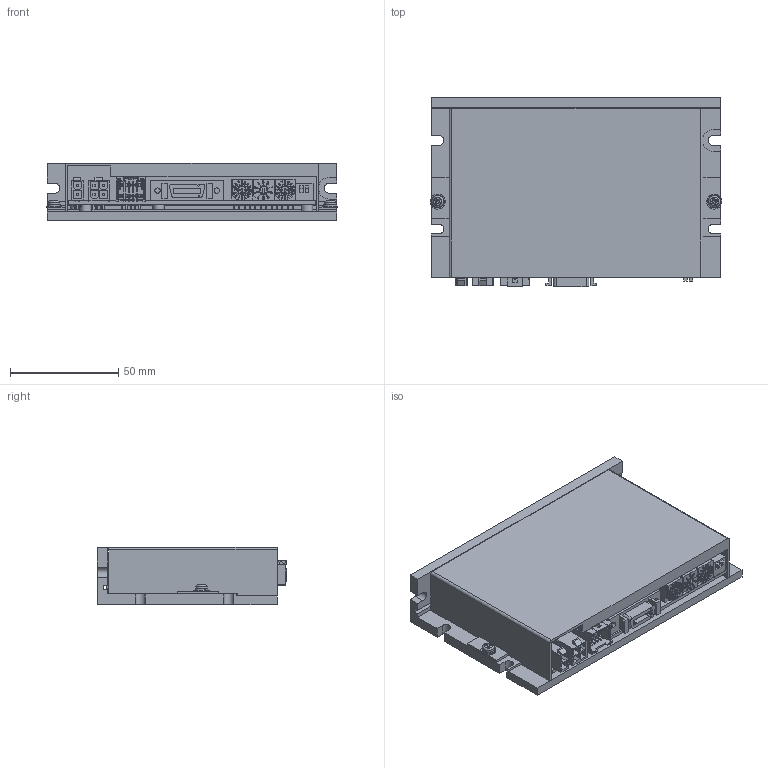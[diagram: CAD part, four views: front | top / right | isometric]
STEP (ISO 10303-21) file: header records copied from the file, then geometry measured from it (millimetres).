
FILE_DESCRIPTION(/* description */ (''),/* implementation_level */ '2;1');
FILE_NAME(/* name */ 'CAD_109431.stp',/* time_stamp */ '2021-01-19T11:28:02+01:00',/* author */ ('Hypex'),/* organization */ ('Hypex'),/* preprocessor_version */ 'ST-DEVELOPER v18',/* originating_system */ 'Autodesk Inventor 2020',/* authorisation */ '');
FILE_SCHEMA (('AUTOMOTIVE_DESIGN { 1 0 10303 214 3 1 1 }'));
Products named in the file (1): CAD_109431
Bounding box: 135 x 87.8 x 26.5 mm (x, y, z)
Volume: 104073.3 mm3; surface area: 85738.6 mm2
Topology: 27 solids, 27 shells, 2174 faces, 5942 edges, 3941 vertices
Faces by surface type: plane 1556, cylinder 579, cone 33, torus 4, sphere 2
Full cylindrical faces by diameter (mm): 0.635 x1, 2.108 x2, 2.489 x4, 2.5 x6, 3 x6, 3.2 x2, 3.242 x1, 3.5 x2, 4 x3, 5.3 x4, 7 x2
Entity records: 70814 total; most frequent: CARTESIAN_POINT 12084, ORIENTED_EDGE 11872, DIRECTION 11603, EDGE_CURVE 5936, LINE 4587, VECTOR 4587, VERTEX_POINT 3941, AXIS2_PLACEMENT_3D 3508
